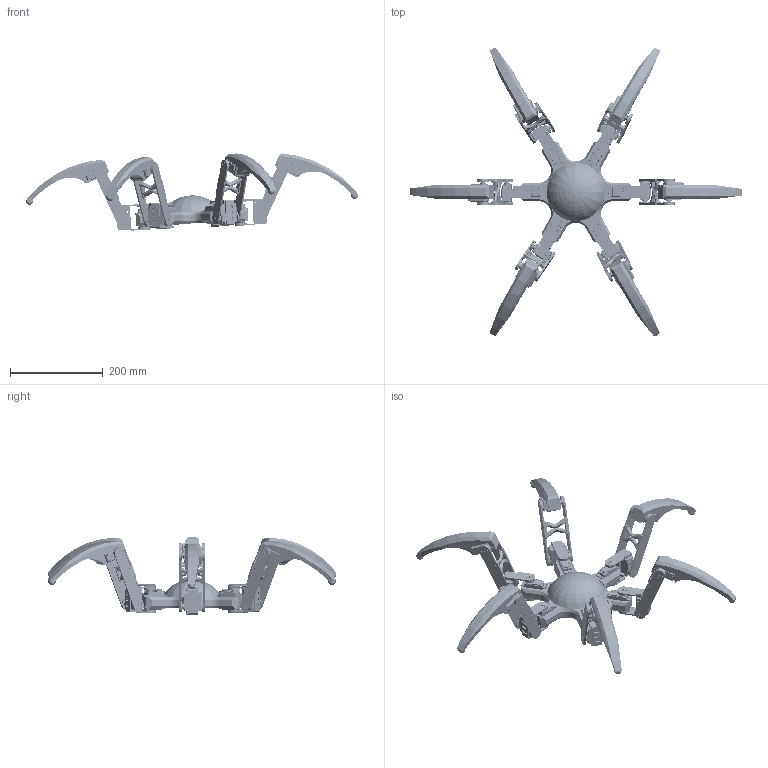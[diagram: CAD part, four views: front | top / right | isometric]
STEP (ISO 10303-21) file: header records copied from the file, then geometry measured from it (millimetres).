
FILE_DESCRIPTION(/* description */ ('STEP AP242 Edition 2','CAx-IF Rec.Pracs.---Representation and Presentation of Product Manufacturing Information (PMI)---4.0---2014-10-13','CAx-IF Rec.Pracs.---3D Tessellated Geometry---0.4---2014-09-14','2;1','CAx-IF Rec.Pracs.---User Defined Attributes---1.5---2016-08-15'),/* implementation_level */ '2;1');
FILE_NAME(/* name */ 'Leg Assembly',/* time_stamp */ '2025-11-24T03:21:44Z',/* author */ (''),/* organization */ (''),/* preprocessor_version */ 'ST-DEVELOPER v20',/* originating_system */ 'ONSHAPE BY PTC INC, 1.207',/* authorisation */ ' ');
FILE_SCHEMA (('AP242_MANAGED_MODEL_BASED_3D_ENGINEERING_MIM_LF { 1 0 10303 442 3 1 4 }'));
Products named in the file (13): Leg Assembly; Case; arm_round; Part 3; Output Shaft; Part 4; Part 1; Part 5; Part 2
Assembly tree (122 placements, depth 2):
  Leg Assembly
    Case  x18
    Case  x18
    arm_round  x18
    Part 3  x6
    Case  x18
    Output Shaft  x18
    Part 3  x6
    Part 4  x6
    Part 1  x6
    Part 5  x6
    Part 3
    Part 2
Bounding box: 716.96 x 624.6 x 166.89 mm (x, y, z)
Volume: 1355394.3 mm3; surface area: 768078.3 mm2
Topology: 116 solids, 122 shells, 17270 faces, 46938 edges, 29984 vertices
Faces by surface type: cylinder 8576, plane 6982, torus 534, bspline 464, sphere 360, cone 348, other 6
Full cylindrical faces by diameter (mm): 1.5 x216, 1.53 x96, 2 x24, 2.04 x24, 2.25 x72, 2.3 x72, 3 x126, 3.06 x24, 3.5 x18, 4 x48, 5 x18, 5.7 x18, 6 x18, 6.5 x18, 7 x36, 7.25 x18, 8 x18, 8.16 x12, 9 x36, 9.25 x18, 9.435 x12, 10 x18, 11 x18, 13 x18, 20.8 x18, 21.216 x12, 25.296 x24, 122 x1, 126 x1
Entity records: 50212 total; most frequent: CARTESIAN_POINT 17928, ORIENTED_EDGE 6518, DIRECTION 6466, EDGE_CURVE 3259, AXIS2_PLACEMENT_3D 2356, VERTEX_POINT 2174, LINE 1754, VECTOR 1754
